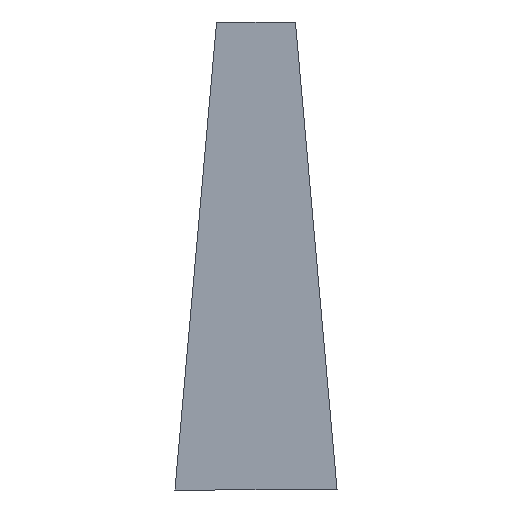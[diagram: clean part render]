
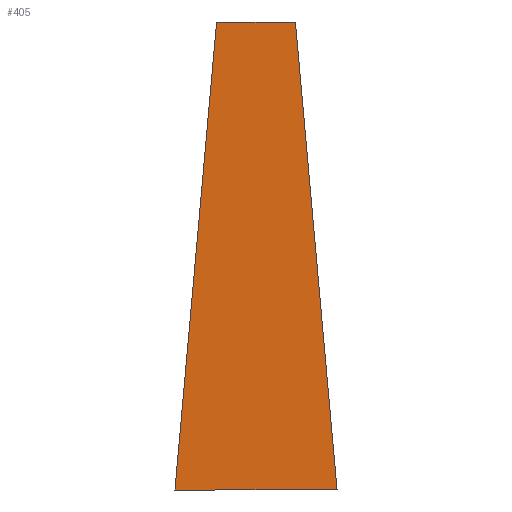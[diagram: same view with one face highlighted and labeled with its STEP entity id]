
A CAD part, front view. The second image highlights one B-rep face of the part: STEP entity #405.
In plain terms, the highlighted planar face has unit normal (0, -1, 0).
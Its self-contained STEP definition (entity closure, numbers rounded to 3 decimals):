
#1 = DIRECTION ( 'NONE',  ( -1., 0., 0. ) ) ;
#7 = VECTOR ( 'NONE', #1, 1000. ) ;
#104 = ORIENTED_EDGE ( 'NONE', *, *, #387, .T. ) ;
#111 = CARTESIAN_POINT ( 'NONE',  ( 12.517, 24.1, 12.5 ) ) ;
#124 = CARTESIAN_POINT ( 'NONE',  ( -6.092, 24.1, 84.774 ) ) ;
#133 = CARTESIAN_POINT ( 'NONE',  ( 0., 24.1, 12.5 ) ) ;
#195 = LINE ( 'NONE', #133, #284 ) ;
#229 = DIRECTION ( 'NONE',  ( -0.089, 0., -0.996 ) ) ;
#246 = CARTESIAN_POINT ( 'NONE',  ( 0., 24.1, 84.774 ) ) ;
#248 = CARTESIAN_POINT ( 'NONE',  ( 0., 24.1, 0. ) ) ;
#257 = ORIENTED_EDGE ( 'NONE', *, *, #701, .T. ) ;
#284 = VECTOR ( 'NONE', #452, 1000. ) ;
#310 = EDGE_CURVE ( 'NONE', #522, #506, #195, .T. ) ;
#313 = LINE ( 'NONE', #521, #721 ) ;
#325 = EDGE_LOOP ( 'NONE', ( #257, #367, #104, #517 ) ) ;
#326 = AXIS2_PLACEMENT_3D ( 'NONE', #248, #703, #508 ) ;
#367 = ORIENTED_EDGE ( 'NONE', *, *, #310, .T. ) ;
#369 = LINE ( 'NONE', #435, #580 ) ;
#387 = EDGE_CURVE ( 'NONE', #506, #579, #313, .T. ) ;
#405 = ADVANCED_FACE ( 'NONE', ( #769 ), #447, .F. ) ;
#428 = LINE ( 'NONE', #246, #7 ) ;
#433 = EDGE_CURVE ( 'NONE', #579, #441, #428, .T. ) ;
#435 = CARTESIAN_POINT ( 'NONE',  ( -13.521, 24.1, 1.202 ) ) ;
#438 = CARTESIAN_POINT ( 'NONE',  ( -12.517, 24.1, 12.5 ) ) ;
#441 = VERTEX_POINT ( 'NONE', #124 ) ;
#447 = PLANE ( 'NONE',  #326 ) ;
#452 = DIRECTION ( 'NONE',  ( 1., 0., 0. ) ) ;
#506 = VERTEX_POINT ( 'NONE', #111 ) ;
#508 = DIRECTION ( 'NONE',  ( 0., 0., 1. ) ) ;
#517 = ORIENTED_EDGE ( 'NONE', *, *, #433, .T. ) ;
#521 = CARTESIAN_POINT ( 'NONE',  ( 13.521, 24.1, 1.202 ) ) ;
#522 = VERTEX_POINT ( 'NONE', #438 ) ;
#566 = DIRECTION ( 'NONE',  ( -0.089, 0., 0.996 ) ) ;
#574 = CARTESIAN_POINT ( 'NONE',  ( 6.092, 24.1, 84.774 ) ) ;
#579 = VERTEX_POINT ( 'NONE', #574 ) ;
#580 = VECTOR ( 'NONE', #229, 1000. ) ;
#701 = EDGE_CURVE ( 'NONE', #441, #522, #369, .T. ) ;
#703 = DIRECTION ( 'NONE',  ( 0., 1., 0. ) ) ;
#721 = VECTOR ( 'NONE', #566, 1000. ) ;
#769 = FACE_OUTER_BOUND ( 'NONE', #325, .T. ) ;
